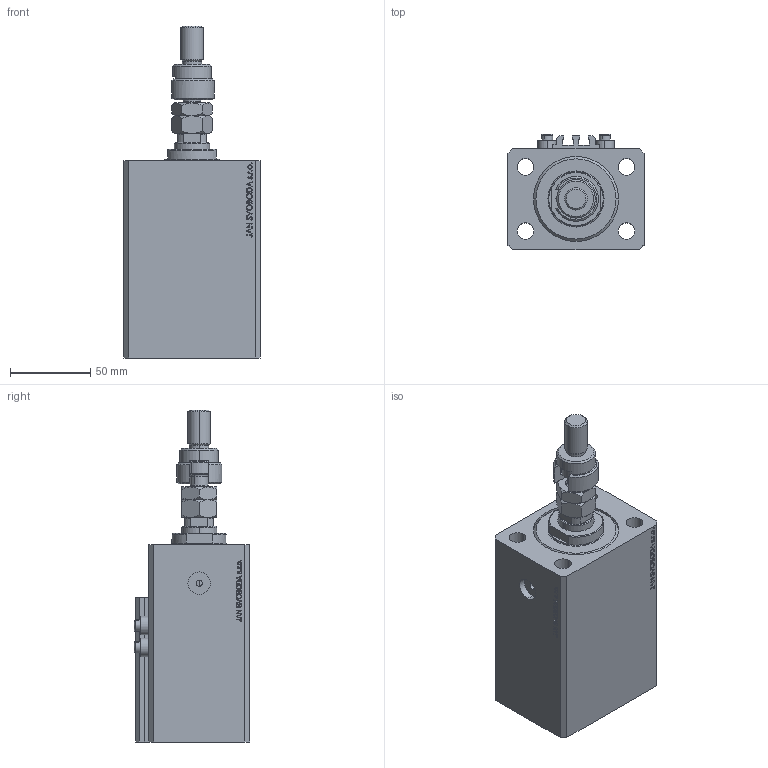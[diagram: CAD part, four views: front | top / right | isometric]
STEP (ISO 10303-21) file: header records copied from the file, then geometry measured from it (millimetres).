
FILE_DESCRIPTION (( 'STEP AP203' ), '1' );
FILE_NAME ('a59e.STEP', '2023-10-10T10:25:27', ( '' ), ( '' ), 'SwSTEP 2.0', 'SolidWorks 2019', '' );
FILE_SCHEMA (( 'CONFIG_CONTROL_DESIGN' ));
Length unit declared in the file: millimetre
Products named in the file (8): MFA a72b8fead9e171f538a27d581af9d859; V250CE_C_Body a72b8fead9e171f538a27d581af9d859; V250CE_VC_C a72b8fead9e171f538a27d581af9d859; ALLEN BOLT V250CE a72b8fead9e171f538a27d581af9d859; DFA a72b8fead9e171f538a27d581af9d859; a59e; V250CE_C_VCP a72b8fead9e171f538a27d581af9d859; FEMALE_PART_FOR_DFA a72b8fead9e171f538a27d581af9d859
Assembly tree (10 placements, depth 3):
  a59e
    V250CE_C_Body a72b8fead9e171f538a27d581af9d859
    ALLEN BOLT V250CE a72b8fead9e171f538a27d581af9d859  x4
    V250CE_C_VCP a72b8fead9e171f538a27d581af9d859
    V250CE_VC_C a72b8fead9e171f538a27d581af9d859
    DFA a72b8fead9e171f538a27d581af9d859
      FEMALE_PART_FOR_DFA a72b8fead9e171f538a27d581af9d859
      MFA a72b8fead9e171f538a27d581af9d859
Bounding box: 85 x 72 x 207 mm (x, y, z)
Volume: 608771.9 mm3; surface area: 122145.7 mm2
Topology: 10 solids, 10 shells, 1123 faces, 2792 edges, 1811 vertices
Faces by surface type: plane 532, bspline 374, cylinder 101, cone 98, torus 18
Entity records: 50177 total; most frequent: CARTESIAN_POINT 26617, ORIENTED_EDGE 5274, DIRECTION 3435, EDGE_CURVE 2637, VERTEX_POINT 1727, VECTOR 1549, LINE 1549, EDGE_LOOP 1176
